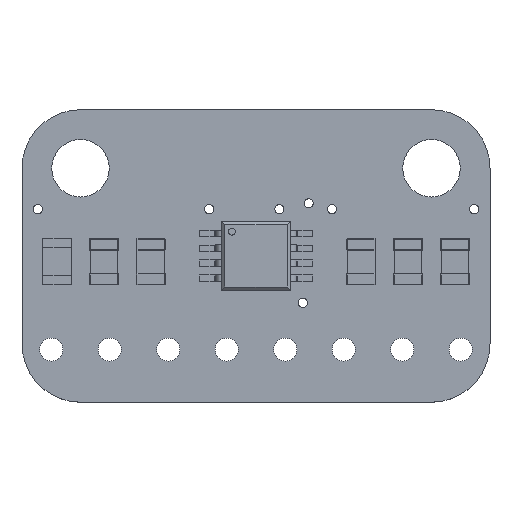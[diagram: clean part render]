
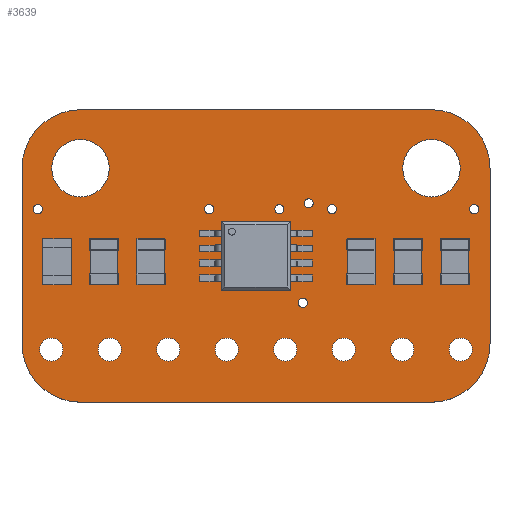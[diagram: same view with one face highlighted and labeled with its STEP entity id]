
A CAD part, top view. The second image highlights one B-rep face of the part: STEP entity #3639.
In plain terms, the highlighted planar face has unit normal (0, 0, 1).
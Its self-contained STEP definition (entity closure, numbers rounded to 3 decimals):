
#77=FACE_BOUND('',#474,.T.);
#78=FACE_BOUND('',#475,.T.);
#79=FACE_BOUND('',#476,.T.);
#80=FACE_BOUND('',#477,.T.);
#81=FACE_BOUND('',#478,.T.);
#82=FACE_BOUND('',#479,.T.);
#83=FACE_BOUND('',#480,.T.);
#84=FACE_BOUND('',#481,.T.);
#85=FACE_BOUND('',#482,.T.);
#86=FACE_BOUND('',#483,.T.);
#87=FACE_BOUND('',#484,.T.);
#88=FACE_BOUND('',#485,.T.);
#89=FACE_BOUND('',#486,.T.);
#90=FACE_BOUND('',#487,.T.);
#91=FACE_BOUND('',#488,.T.);
#92=FACE_BOUND('',#489,.T.);
#93=FACE_BOUND('',#490,.T.);
#94=FACE_BOUND('',#491,.T.);
#95=FACE_BOUND('',#492,.T.);
#128=PLANE('',#3948);
#264=FACE_OUTER_BOUND('',#473,.T.);
#473=EDGE_LOOP('',(#2481,#2482,#2483,#2484,#2485,#2486,#2487,#2488));
#474=EDGE_LOOP('',(#2489));
#475=EDGE_LOOP('',(#2490));
#476=EDGE_LOOP('',(#2491));
#477=EDGE_LOOP('',(#2492));
#478=EDGE_LOOP('',(#2493));
#479=EDGE_LOOP('',(#2494));
#480=EDGE_LOOP('',(#2495));
#481=EDGE_LOOP('',(#2496));
#482=EDGE_LOOP('',(#2497));
#483=EDGE_LOOP('',(#2498));
#484=EDGE_LOOP('',(#2499));
#485=EDGE_LOOP('',(#2500));
#486=EDGE_LOOP('',(#2501));
#487=EDGE_LOOP('',(#2502));
#488=EDGE_LOOP('',(#2503));
#489=EDGE_LOOP('',(#2504));
#490=EDGE_LOOP('',(#2505));
#491=EDGE_LOOP('',(#2506));
#492=EDGE_LOOP('',(#2507));
#723=LINE('',#5495,#1067);
#727=LINE('',#5507,#1071);
#731=LINE('',#5519,#1075);
#735=LINE('',#5531,#1079);
#1067=VECTOR('',#4400,10.);
#1071=VECTOR('',#4412,10.);
#1075=VECTOR('',#4424,10.);
#1079=VECTOR('',#4436,10.);
#1391=CIRCLE('',#3877,0.5);
#1393=CIRCLE('',#3880,0.5);
#1395=CIRCLE('',#3883,0.5);
#1397=CIRCLE('',#3886,0.5);
#1399=CIRCLE('',#3889,0.197);
#1401=CIRCLE('',#3892,0.197);
#1403=CIRCLE('',#3895,0.197);
#1405=CIRCLE('',#3898,0.197);
#1407=CIRCLE('',#3901,0.197);
#1409=CIRCLE('',#3904,0.197);
#1411=CIRCLE('',#3907,0.197);
#1413=CIRCLE('',#3910,0.197);
#1415=CIRCLE('',#3913,0.197);
#1417=CIRCLE('',#3916,1.25);
#1419=CIRCLE('',#3919,1.25);
#1421=CIRCLE('',#3922,0.5);
#1423=CIRCLE('',#3925,0.5);
#1425=CIRCLE('',#3928,0.5);
#1427=CIRCLE('',#3931,0.5);
#1429=CIRCLE('',#3935,2.54);
#1431=CIRCLE('',#3939,2.54);
#1433=CIRCLE('',#3943,2.54);
#1435=CIRCLE('',#3947,2.54);
#1552=VERTEX_POINT('',#5377);
#1554=VERTEX_POINT('',#5383);
#1556=VERTEX_POINT('',#5389);
#1558=VERTEX_POINT('',#5395);
#1560=VERTEX_POINT('',#5401);
#1562=VERTEX_POINT('',#5407);
#1564=VERTEX_POINT('',#5413);
#1566=VERTEX_POINT('',#5419);
#1568=VERTEX_POINT('',#5425);
#1570=VERTEX_POINT('',#5431);
#1572=VERTEX_POINT('',#5437);
#1574=VERTEX_POINT('',#5443);
#1576=VERTEX_POINT('',#5449);
#1578=VERTEX_POINT('',#5455);
#1580=VERTEX_POINT('',#5461);
#1582=VERTEX_POINT('',#5467);
#1584=VERTEX_POINT('',#5473);
#1586=VERTEX_POINT('',#5479);
#1588=VERTEX_POINT('',#5485);
#1591=VERTEX_POINT('',#5492);
#1592=VERTEX_POINT('',#5494);
#1594=VERTEX_POINT('',#5500);
#1596=VERTEX_POINT('',#5506);
#1598=VERTEX_POINT('',#5512);
#1600=VERTEX_POINT('',#5518);
#1602=VERTEX_POINT('',#5524);
#1604=VERTEX_POINT('',#5530);
#1870=EDGE_CURVE('',#1552,#1552,#1391,.T.);
#1873=EDGE_CURVE('',#1554,#1554,#1393,.T.);
#1876=EDGE_CURVE('',#1556,#1556,#1395,.T.);
#1879=EDGE_CURVE('',#1558,#1558,#1397,.T.);
#1882=EDGE_CURVE('',#1560,#1560,#1399,.T.);
#1885=EDGE_CURVE('',#1562,#1562,#1401,.T.);
#1888=EDGE_CURVE('',#1564,#1564,#1403,.T.);
#1891=EDGE_CURVE('',#1566,#1566,#1405,.T.);
#1894=EDGE_CURVE('',#1568,#1568,#1407,.T.);
#1897=EDGE_CURVE('',#1570,#1570,#1409,.T.);
#1900=EDGE_CURVE('',#1572,#1572,#1411,.T.);
#1903=EDGE_CURVE('',#1574,#1574,#1413,.T.);
#1906=EDGE_CURVE('',#1576,#1576,#1415,.T.);
#1909=EDGE_CURVE('',#1578,#1578,#1417,.T.);
#1912=EDGE_CURVE('',#1580,#1580,#1419,.T.);
#1915=EDGE_CURVE('',#1582,#1582,#1421,.T.);
#1918=EDGE_CURVE('',#1584,#1584,#1423,.T.);
#1921=EDGE_CURVE('',#1586,#1586,#1425,.T.);
#1924=EDGE_CURVE('',#1588,#1588,#1427,.T.);
#1927=EDGE_CURVE('',#1592,#1591,#723,.T.);
#1930=EDGE_CURVE('',#1594,#1592,#1429,.T.);
#1933=EDGE_CURVE('',#1596,#1594,#727,.T.);
#1936=EDGE_CURVE('',#1598,#1596,#1431,.T.);
#1939=EDGE_CURVE('',#1600,#1598,#731,.T.);
#1942=EDGE_CURVE('',#1602,#1600,#1433,.T.);
#1945=EDGE_CURVE('',#1604,#1602,#735,.T.);
#1948=EDGE_CURVE('',#1591,#1604,#1435,.T.);
#2481=ORIENTED_EDGE('',*,*,#1948,.T.);
#2482=ORIENTED_EDGE('',*,*,#1945,.T.);
#2483=ORIENTED_EDGE('',*,*,#1942,.T.);
#2484=ORIENTED_EDGE('',*,*,#1939,.T.);
#2485=ORIENTED_EDGE('',*,*,#1936,.T.);
#2486=ORIENTED_EDGE('',*,*,#1933,.T.);
#2487=ORIENTED_EDGE('',*,*,#1930,.T.);
#2488=ORIENTED_EDGE('',*,*,#1927,.T.);
#2489=ORIENTED_EDGE('',*,*,#1870,.T.);
#2490=ORIENTED_EDGE('',*,*,#1873,.T.);
#2491=ORIENTED_EDGE('',*,*,#1876,.T.);
#2492=ORIENTED_EDGE('',*,*,#1879,.T.);
#2493=ORIENTED_EDGE('',*,*,#1882,.T.);
#2494=ORIENTED_EDGE('',*,*,#1885,.T.);
#2495=ORIENTED_EDGE('',*,*,#1888,.T.);
#2496=ORIENTED_EDGE('',*,*,#1891,.T.);
#2497=ORIENTED_EDGE('',*,*,#1894,.T.);
#2498=ORIENTED_EDGE('',*,*,#1897,.T.);
#2499=ORIENTED_EDGE('',*,*,#1900,.T.);
#2500=ORIENTED_EDGE('',*,*,#1903,.T.);
#2501=ORIENTED_EDGE('',*,*,#1906,.T.);
#2502=ORIENTED_EDGE('',*,*,#1909,.T.);
#2503=ORIENTED_EDGE('',*,*,#1912,.T.);
#2504=ORIENTED_EDGE('',*,*,#1915,.T.);
#2505=ORIENTED_EDGE('',*,*,#1918,.T.);
#2506=ORIENTED_EDGE('',*,*,#1921,.T.);
#2507=ORIENTED_EDGE('',*,*,#1924,.T.);
#3639=ADVANCED_FACE('',(#264,#77,#78,#79,#80,#81,#82,#83,#84,#85,#86,#87,
#88,#89,#90,#91,#92,#93,#94,#95),#128,.T.);
#3877=AXIS2_PLACEMENT_3D('',#5379,#4268,#4269);
#3880=AXIS2_PLACEMENT_3D('',#5385,#4275,#4276);
#3883=AXIS2_PLACEMENT_3D('',#5391,#4282,#4283);
#3886=AXIS2_PLACEMENT_3D('',#5397,#4289,#4290);
#3889=AXIS2_PLACEMENT_3D('',#5403,#4296,#4297);
#3892=AXIS2_PLACEMENT_3D('',#5409,#4303,#4304);
#3895=AXIS2_PLACEMENT_3D('',#5415,#4310,#4311);
#3898=AXIS2_PLACEMENT_3D('',#5421,#4317,#4318);
#3901=AXIS2_PLACEMENT_3D('',#5427,#4324,#4325);
#3904=AXIS2_PLACEMENT_3D('',#5433,#4331,#4332);
#3907=AXIS2_PLACEMENT_3D('',#5439,#4338,#4339);
#3910=AXIS2_PLACEMENT_3D('',#5445,#4345,#4346);
#3913=AXIS2_PLACEMENT_3D('',#5451,#4352,#4353);
#3916=AXIS2_PLACEMENT_3D('',#5457,#4359,#4360);
#3919=AXIS2_PLACEMENT_3D('',#5463,#4366,#4367);
#3922=AXIS2_PLACEMENT_3D('',#5469,#4373,#4374);
#3925=AXIS2_PLACEMENT_3D('',#5475,#4380,#4381);
#3928=AXIS2_PLACEMENT_3D('',#5481,#4387,#4388);
#3931=AXIS2_PLACEMENT_3D('',#5487,#4394,#4395);
#3935=AXIS2_PLACEMENT_3D('',#5501,#4406,#4407);
#3939=AXIS2_PLACEMENT_3D('',#5513,#4418,#4419);
#3943=AXIS2_PLACEMENT_3D('',#5525,#4430,#4431);
#3947=AXIS2_PLACEMENT_3D('',#5535,#4442,#4443);
#3948=AXIS2_PLACEMENT_3D('',#5536,#4444,#4445);
#4268=DIRECTION('center_axis',(0.,0.,-1.));
#4269=DIRECTION('ref_axis',(1.,0.,0.));
#4275=DIRECTION('center_axis',(0.,0.,-1.));
#4276=DIRECTION('ref_axis',(1.,0.,0.));
#4282=DIRECTION('center_axis',(0.,0.,-1.));
#4283=DIRECTION('ref_axis',(1.,0.,0.));
#4289=DIRECTION('center_axis',(0.,0.,-1.));
#4290=DIRECTION('ref_axis',(1.,0.,0.));
#4296=DIRECTION('center_axis',(0.,0.,-1.));
#4297=DIRECTION('ref_axis',(1.,0.,0.));
#4303=DIRECTION('center_axis',(0.,0.,-1.));
#4304=DIRECTION('ref_axis',(1.,0.,0.));
#4310=DIRECTION('center_axis',(0.,0.,-1.));
#4311=DIRECTION('ref_axis',(1.,0.,0.));
#4317=DIRECTION('center_axis',(0.,0.,-1.));
#4318=DIRECTION('ref_axis',(1.,0.,0.));
#4324=DIRECTION('center_axis',(0.,0.,-1.));
#4325=DIRECTION('ref_axis',(1.,0.,0.));
#4331=DIRECTION('center_axis',(0.,0.,-1.));
#4332=DIRECTION('ref_axis',(1.,0.,0.));
#4338=DIRECTION('center_axis',(0.,0.,-1.));
#4339=DIRECTION('ref_axis',(1.,0.,0.));
#4345=DIRECTION('center_axis',(0.,0.,-1.));
#4346=DIRECTION('ref_axis',(1.,0.,0.));
#4352=DIRECTION('center_axis',(0.,0.,-1.));
#4353=DIRECTION('ref_axis',(1.,0.,0.));
#4359=DIRECTION('center_axis',(0.,0.,-1.));
#4360=DIRECTION('ref_axis',(1.,0.,0.));
#4366=DIRECTION('center_axis',(0.,0.,-1.));
#4367=DIRECTION('ref_axis',(1.,0.,0.));
#4373=DIRECTION('center_axis',(0.,0.,-1.));
#4374=DIRECTION('ref_axis',(1.,0.,0.));
#4380=DIRECTION('center_axis',(0.,0.,-1.));
#4381=DIRECTION('ref_axis',(1.,0.,0.));
#4387=DIRECTION('center_axis',(0.,0.,-1.));
#4388=DIRECTION('ref_axis',(1.,0.,0.));
#4394=DIRECTION('center_axis',(0.,0.,-1.));
#4395=DIRECTION('ref_axis',(1.,0.,0.));
#4400=DIRECTION('',(1.,0.,0.));
#4406=DIRECTION('center_axis',(0.,0.,1.));
#4407=DIRECTION('ref_axis',(-1.,0.,0.));
#4412=DIRECTION('',(0.,-1.,0.));
#4418=DIRECTION('center_axis',(0.,0.,1.));
#4419=DIRECTION('ref_axis',(0.,1.,0.));
#4424=DIRECTION('',(-1.,0.,0.));
#4430=DIRECTION('center_axis',(0.,0.,1.));
#4431=DIRECTION('ref_axis',(1.,0.,0.));
#4436=DIRECTION('',(0.,1.,0.));
#4442=DIRECTION('center_axis',(0.,0.,1.));
#4443=DIRECTION('ref_axis',(0.,-1.,0.));
#4444=DIRECTION('center_axis',(0.,0.,1.));
#4445=DIRECTION('ref_axis',(1.,0.,0.));
#5377=CARTESIAN_POINT('',(16.01,2.286,1.57));
#5379=CARTESIAN_POINT('Origin',(16.51,2.286,1.57));
#5383=CARTESIAN_POINT('',(10.93,2.286,1.57));
#5385=CARTESIAN_POINT('Origin',(11.43,2.286,1.57));
#5389=CARTESIAN_POINT('',(5.85,2.286,1.57));
#5391=CARTESIAN_POINT('Origin',(6.35,2.286,1.57));
#5395=CARTESIAN_POINT('',(0.77,2.286,1.57));
#5397=CARTESIAN_POINT('Origin',(1.27,2.286,1.57));
#5401=CARTESIAN_POINT('',(9.201,5.334,1.57));
#5403=CARTESIAN_POINT('Origin',(9.398,5.334,1.57));
#5407=CARTESIAN_POINT('',(13.265,8.382,1.57));
#5409=CARTESIAN_POINT('Origin',(13.462,8.382,1.57));
#5413=CARTESIAN_POINT('',(10.979,8.382,1.57));
#5415=CARTESIAN_POINT('Origin',(11.176,8.382,1.57));
#5419=CARTESIAN_POINT('',(7.931,8.382,1.57));
#5421=CARTESIAN_POINT('Origin',(8.128,8.382,1.57));
#5425=CARTESIAN_POINT('',(0.489,8.382,1.57));
#5427=CARTESIAN_POINT('Origin',(0.686,8.382,1.57));
#5431=CARTESIAN_POINT('',(12.249,8.636,1.57));
#5433=CARTESIAN_POINT('Origin',(12.446,8.636,1.57));
#5437=CARTESIAN_POINT('',(19.437,8.382,1.57));
#5439=CARTESIAN_POINT('Origin',(19.634,8.382,1.57));
#5443=CARTESIAN_POINT('',(9.201,7.62,1.57));
#5445=CARTESIAN_POINT('Origin',(9.398,7.62,1.57));
#5449=CARTESIAN_POINT('',(11.995,4.318,1.57));
#5451=CARTESIAN_POINT('Origin',(12.192,4.318,1.57));
#5455=CARTESIAN_POINT('',(1.29,10.16,1.57));
#5457=CARTESIAN_POINT('Origin',(2.54,10.16,1.57));
#5461=CARTESIAN_POINT('',(16.53,10.16,1.57));
#5463=CARTESIAN_POINT('Origin',(17.78,10.16,1.57));
#5467=CARTESIAN_POINT('',(3.31,2.286,1.57));
#5469=CARTESIAN_POINT('Origin',(3.81,2.286,1.57));
#5473=CARTESIAN_POINT('',(8.39,2.286,1.57));
#5475=CARTESIAN_POINT('Origin',(8.89,2.286,1.57));
#5479=CARTESIAN_POINT('',(13.47,2.286,1.57));
#5481=CARTESIAN_POINT('Origin',(13.97,2.286,1.57));
#5485=CARTESIAN_POINT('',(18.55,2.286,1.57));
#5487=CARTESIAN_POINT('Origin',(19.05,2.286,1.57));
#5492=CARTESIAN_POINT('',(17.78,0.,1.57));
#5494=CARTESIAN_POINT('',(2.54,0.,1.57));
#5495=CARTESIAN_POINT('',(17.78,0.,1.57));
#5500=CARTESIAN_POINT('',(0.,2.54,1.57));
#5501=CARTESIAN_POINT('Origin',(2.54,2.54,1.57));
#5506=CARTESIAN_POINT('',(0.,10.16,1.57));
#5507=CARTESIAN_POINT('',(0.,2.54,1.57));
#5512=CARTESIAN_POINT('',(2.54,12.7,1.57));
#5513=CARTESIAN_POINT('Origin',(2.54,10.16,1.57));
#5518=CARTESIAN_POINT('',(17.78,12.7,1.57));
#5519=CARTESIAN_POINT('',(2.54,12.7,1.57));
#5524=CARTESIAN_POINT('',(20.32,10.16,1.57));
#5525=CARTESIAN_POINT('Origin',(17.78,10.16,1.57));
#5530=CARTESIAN_POINT('',(20.32,2.54,1.57));
#5531=CARTESIAN_POINT('',(20.32,10.16,1.57));
#5535=CARTESIAN_POINT('Origin',(17.78,2.54,1.57));
#5536=CARTESIAN_POINT('Origin',(10.16,6.35,1.57));
